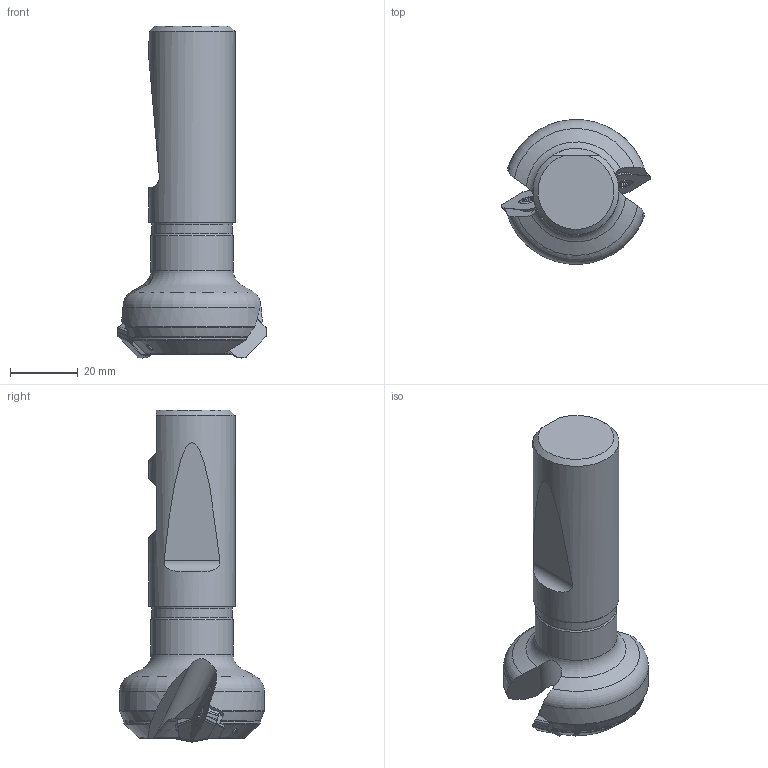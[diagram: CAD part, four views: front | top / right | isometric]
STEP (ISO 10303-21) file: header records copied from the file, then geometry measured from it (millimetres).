
FILE_DESCRIPTION(/* description */ (''),/* implementation_level */ '2;1');
FILE_NAME(/* name */ 'toolassembly_1.stp',/* time_stamp */ '2019-05-02T16:50:40+02:00',/* author */ (''),/* organization */ ('SMS'),/* preprocessor_version */ 'ST-DEVELOPER v15',/* originating_system */ 'SIEMENS PLM Software NX 8.5',/* authorisation */ '');
FILE_SCHEMA (('AUTOMOTIVE_DESIGN { 1 0 10303 214 3 1 1 1 }'));
Length unit declared in the file: millimetre
Products named in the file (4): CUT_20190502165007; NOCUT_20190502164946; ASSEMBLY_CONSTRUCTION; TOOLASSEMBLY_1
Assembly tree (4 placements, depth 2):
  TOOLASSEMBLY_1
    ASSEMBLY_CONSTRUCTION
    NOCUT_20190502164946
    CUT_20190502165007  x2
Bounding box: 44.2 x 42.74 x 97.97 mm (x, y, z)
Volume: 55086.8 mm3; surface area: 11966.3 mm2
Topology: 3 solids, 3 shells, 305 faces, 907 edges, 628 vertices
Faces by surface type: plane 113, extrusion 74, cylinder 47, cone 40, torus 24, sphere 6, revolution 1
Full cylindrical faces by diameter (mm): 3.5 x2, 4.1 x2, 5.25 x2, 23.75 x1, 24.25 x1, 25.393 x1
Entity records: 10863 total; most frequent: CARTESIAN_POINT 4159, ORIENTED_EDGE 1422, DIRECTION 1250, EDGE_CURVE 711, VERTEX_POINT 492, AXIS2_PLACEMENT_3D 489, EDGE_LOOP 303, B_SPLINE_CURVE_WITH_KNOTS 273
